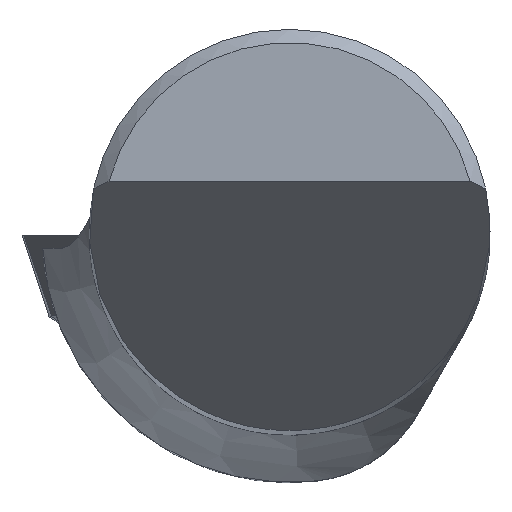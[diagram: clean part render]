
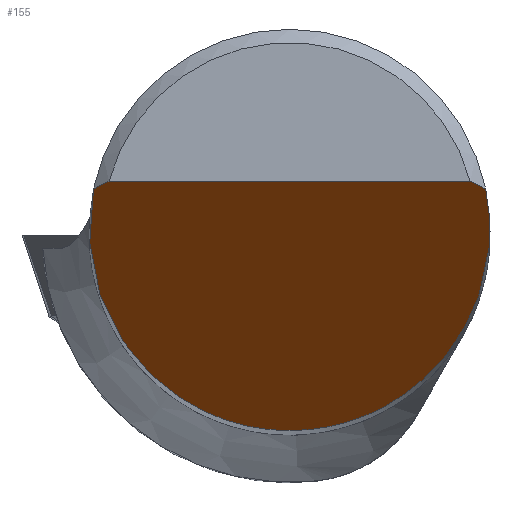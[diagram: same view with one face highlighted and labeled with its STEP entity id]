
A CAD part, top view. The second image highlights one B-rep face of the part: STEP entity #155.
In plain terms, the highlighted planar face has unit normal (0, -0.866, 0.5).
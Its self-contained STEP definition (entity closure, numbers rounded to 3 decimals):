
#144=ELLIPSE('',#799,5.996,2.998);
#155=ADVANCED_FACE('',(#219),#189,.T.);
#189=PLANE('',#806);
#219=FACE_OUTER_BOUND('',#249,.T.);
#249=EDGE_LOOP('',(#327,#328,#329,#330));
#294=B_SPLINE_CURVE_WITH_KNOTS('',3,(#1136,#1137,#1138,#1139),
 .UNSPECIFIED.,.F.,.F.,(4,4),(0.,1.),.UNSPECIFIED.);
#295=B_SPLINE_CURVE_WITH_KNOTS('',3,(#1140,#1141,#1142,#1143),
 .UNSPECIFIED.,.F.,.F.,(4,4),(0.,1.),.UNSPECIFIED.);
#327=ORIENTED_EDGE('',*,*,#554,.F.);
#328=ORIENTED_EDGE('',*,*,#551,.T.);
#329=ORIENTED_EDGE('',*,*,#553,.F.);
#330=ORIENTED_EDGE('',*,*,#548,.T.);
#486=VERTEX_POINT('',#1125);
#487=VERTEX_POINT('',#1126);
#489=VERTEX_POINT('',#1132);
#490=VERTEX_POINT('',#1133);
#548=EDGE_CURVE('',#486,#487,#144,.T.);
#551=EDGE_CURVE('',#489,#490,#624,.T.);
#553=EDGE_CURVE('',#486,#490,#294,.T.);
#554=EDGE_CURVE('',#489,#487,#295,.T.);
#624=LINE('',#1131,#680);
#680=VECTOR('',#896,1.);
#799=AXIS2_PLACEMENT_3D('',#1124,#888,#889);
#806=AXIS2_PLACEMENT_3D('',#1145,#903,#904);
#888=DIRECTION('',(0.,-0.866,0.5));
#889=DIRECTION('',(0.,0.5,0.866));
#896=DIRECTION('',(-1.,0.,0.));
#903=DIRECTION('',(0.,-0.866,0.5));
#904=DIRECTION('',(0.,0.5,0.866));
#1124=CARTESIAN_POINT('',(0.,0.,0.));
#1125=CARTESIAN_POINT('',(-2.936,0.606,1.05));
#1126=CARTESIAN_POINT('',(2.936,0.606,1.05));
#1131=CARTESIAN_POINT('',(-2.998,0.722,1.25));
#1132=CARTESIAN_POINT('',(2.703,0.722,1.25));
#1133=CARTESIAN_POINT('',(-2.703,0.722,1.25));
#1136=CARTESIAN_POINT('',(-2.936,0.606,1.05));
#1137=CARTESIAN_POINT('',(-2.859,0.645,1.117));
#1138=CARTESIAN_POINT('',(-2.782,0.684,1.184));
#1139=CARTESIAN_POINT('',(-2.703,0.722,1.25));
#1140=CARTESIAN_POINT('',(2.703,0.722,1.25));
#1141=CARTESIAN_POINT('',(2.782,0.684,1.184));
#1142=CARTESIAN_POINT('',(2.859,0.645,1.117));
#1143=CARTESIAN_POINT('',(2.936,0.606,1.05));
#1145=CARTESIAN_POINT('',(-0.5,0.,0.));
